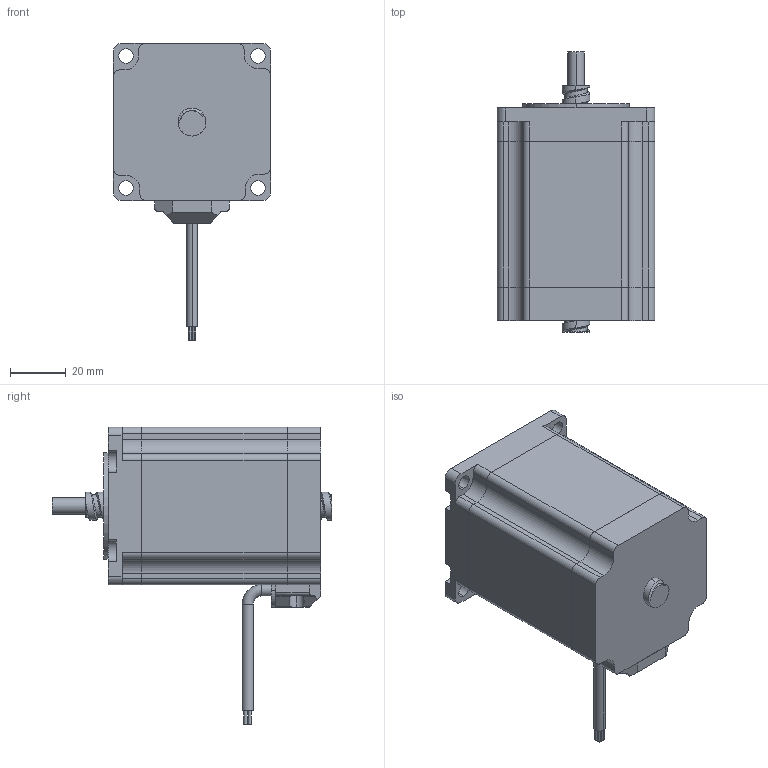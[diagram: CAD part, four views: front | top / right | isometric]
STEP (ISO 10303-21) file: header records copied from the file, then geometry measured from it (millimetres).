
FILE_DESCRIPTION (( 'STEP AP214' ), '1' );
FILE_NAME ('57N275-5.08-4-4-100-001.STEP', '2024-11-21T08:20:31', ( 'MM' ), ( 'Microsoft' ), 'SwSTEP 2.0', 'SolidWorks 2024', '' );
FILE_SCHEMA (( 'AUTOMOTIVE_DESIGN' ));
Length unit declared in the file: millimetre
Products named in the file (1): 57N275-5.08-4-4-100-001
Bounding box: 56.2 x 100 x 106.2 mm (x, y, z)
Volume: 226513.5 mm3; surface area: 31877.5 mm2
Topology: 3 solids, 3 shells, 231 faces, 638 edges, 423 vertices
Faces by surface type: cylinder 133, plane 93, bspline 3, torus 2
Entity records: 19117 total; most frequent: CARTESIAN_POINT 13216, ORIENTED_EDGE 1276, DIRECTION 1187, EDGE_CURVE 638, VERTEX_POINT 423, AXIS2_PLACEMENT_3D 418, VECTOR 351, LINE 351
